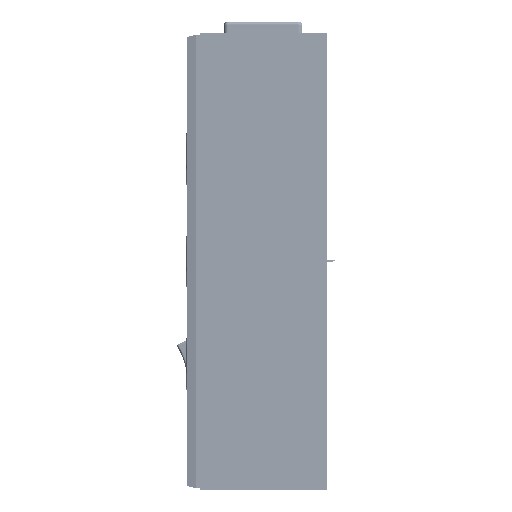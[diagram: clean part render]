
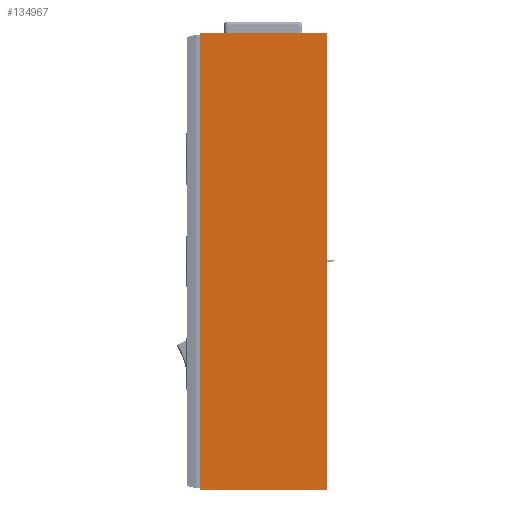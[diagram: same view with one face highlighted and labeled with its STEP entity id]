
A CAD part, left-side view. The second image highlights one B-rep face of the part: STEP entity #134967.
In plain terms, the highlighted planar face has unit normal (-1, 0, 0).
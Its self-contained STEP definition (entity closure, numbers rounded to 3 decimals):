
#14761 = EDGE_CURVE ( 'NONE', #24545, #102445, #15619, .T. ) ;
#15619 = LINE ( 'NONE', #236335, #68434 ) ;
#24545 = VERTEX_POINT ( 'NONE', #227404 ) ;
#28478 = VERTEX_POINT ( 'NONE', #29373 ) ;
#29373 = CARTESIAN_POINT ( 'NONE',  ( -131., 0., -131. ) ) ;
#31098 = DIRECTION ( 'NONE',  ( 0., 1., 0. ) ) ;
#34765 = LINE ( 'NONE', #235770, #90561 ) ;
#37195 = CARTESIAN_POINT ( 'NONE',  ( -131., 36.4, -131. ) ) ;
#44011 = AXIS2_PLACEMENT_3D ( 'NONE', #249227, #129622, #31098 ) ;
#62821 = ORIENTED_EDGE ( 'NONE', *, *, #121350, .T. ) ;
#67529 = VERTEX_POINT ( 'NONE', #217686 ) ;
#68434 = VECTOR ( 'NONE', #233769, 1000. ) ;
#77114 = EDGE_CURVE ( 'NONE', #24545, #28478, #155470, .T. ) ;
#79345 = DIRECTION ( 'NONE',  ( 0., 0., 1. ) ) ;
#89925 = VECTOR ( 'NONE', #91161, 1000. ) ;
#90561 = VECTOR ( 'NONE', #79345, 1000. ) ;
#91161 = DIRECTION ( 'NONE',  ( 0., -1., 0. ) ) ;
#99372 = ORIENTED_EDGE ( 'NONE', *, *, #77114, .T. ) ;
#102445 = VERTEX_POINT ( 'NONE', #202186 ) ;
#108650 = PLANE ( 'NONE',  #44011 ) ;
#121350 = EDGE_CURVE ( 'NONE', #28478, #67529, #34765, .T. ) ;
#129622 = DIRECTION ( 'NONE',  ( 1., 0., 0. ) ) ;
#132802 = DIRECTION ( 'NONE',  ( 0., -1., 0. ) ) ;
#134967 = ADVANCED_FACE ( 'NONE', ( #250541 ), #108650, .F. ) ;
#155470 = LINE ( 'NONE', #37195, #89925 ) ;
#173660 = EDGE_LOOP ( 'NONE', ( #62821, #226600, #204007, #99372 ) ) ;
#179333 = EDGE_CURVE ( 'NONE', #102445, #67529, #256232, .T. ) ;
#202186 = CARTESIAN_POINT ( 'NONE',  ( -131., 36.4, 0. ) ) ;
#204007 = ORIENTED_EDGE ( 'NONE', *, *, #14761, .F. ) ;
#212969 = CARTESIAN_POINT ( 'NONE',  ( -131., 36.4, 0. ) ) ;
#217686 = CARTESIAN_POINT ( 'NONE',  ( -131., 0., 0. ) ) ;
#226600 = ORIENTED_EDGE ( 'NONE', *, *, #179333, .F. ) ;
#227404 = CARTESIAN_POINT ( 'NONE',  ( -131., 36.4, -131. ) ) ;
#233769 = DIRECTION ( 'NONE',  ( 0., 0., 1. ) ) ;
#235770 = CARTESIAN_POINT ( 'NONE',  ( -131., 0., 0. ) ) ;
#236335 = CARTESIAN_POINT ( 'NONE',  ( -131., 36.4, 0. ) ) ;
#241737 = VECTOR ( 'NONE', #132802, 1000. ) ;
#249227 = CARTESIAN_POINT ( 'NONE',  ( -131., 36.4, 0. ) ) ;
#250541 = FACE_OUTER_BOUND ( 'NONE', #173660, .T. ) ;
#256232 = LINE ( 'NONE', #212969, #241737 ) ;
